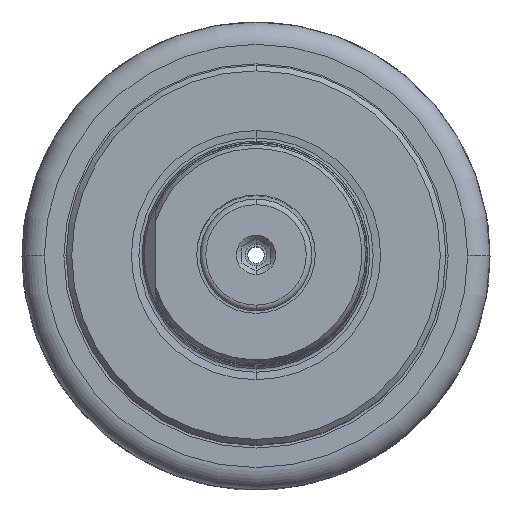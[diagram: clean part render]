
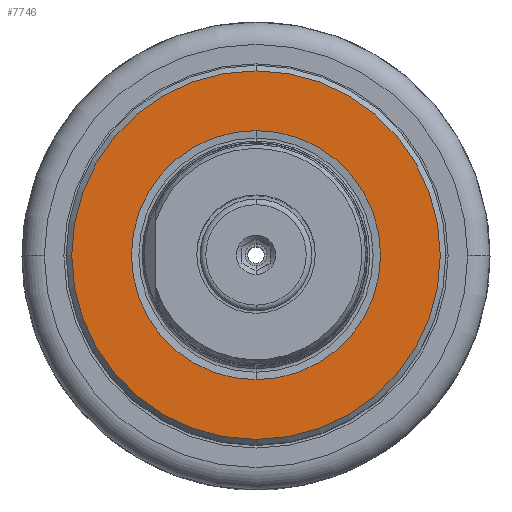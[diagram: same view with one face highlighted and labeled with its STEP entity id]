
A CAD part, top view. The second image highlights one B-rep face of the part: STEP entity #7746.
In plain terms, the highlighted planar face has unit normal (0, 0, 1).
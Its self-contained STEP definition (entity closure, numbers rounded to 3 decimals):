
#1820=CARTESIAN_POINT('',(0,0,-51));
#1821=DIRECTION('',(0,0,1));
#1822=DIRECTION('',(0,1,0));
#1823=AXIS2_PLACEMENT_3D('',#1820,#1821,#1822);
#1825=CARTESIAN_POINT('',(0,0,-51));
#1826=DIRECTION('',(0,0,1));
#1827=DIRECTION('',(0,-1,0));
#1828=AXIS2_PLACEMENT_3D('',#1825,#1826,#1827);
#1838=CARTESIAN_POINT('',(0,0,-51));
#1839=DIRECTION('',(0,0,1));
#1840=DIRECTION('',(0,1,0));
#1841=AXIS2_PLACEMENT_3D('',#1838,#1839,#1840);
#1843=CARTESIAN_POINT('',(0,0,-51));
#1844=DIRECTION('',(0,0,-1));
#1845=DIRECTION('',(0,1,0));
#1846=AXIS2_PLACEMENT_3D('',#1843,#1844,#1845);
#3741=CARTESIAN_POINT('',(0,11.153,-51));
#3743=VERTEX_POINT('',#3741);
#3757=CARTESIAN_POINT('',(0,-11.153,-51));
#3759=VERTEX_POINT('',#3757);
#3793=CARTESIAN_POINT('',(0,16.5,-51));
#3794=CARTESIAN_POINT('',(0,-16.5,-51));
#3795=VERTEX_POINT('',#3793);
#3796=VERTEX_POINT('',#3794);
#7730=CARTESIAN_POINT('',(0,0,-51));
#7731=DIRECTION('',(0,0,-1));
#7732=DIRECTION('',(0,-1,0));
#7733=AXIS2_PLACEMENT_3D('',#7730,#7731,#7732);
#7734=PLANE('',#7733);
#7736=ORIENTED_EDGE('',*,*,#7735,.F.);
#7737=ORIENTED_EDGE('',*,*,#7720,.F.);
#7738=EDGE_LOOP('',(#7736,#7737));
#7739=FACE_OUTER_BOUND('',#7738,.F.);
#7741=ORIENTED_EDGE('',*,*,#7740,.T.);
#7743=ORIENTED_EDGE('',*,*,#7742,.F.);
#7744=EDGE_LOOP('',(#7741,#7743));
#7745=FACE_BOUND('',#7744,.F.);
#7746=ADVANCED_FACE('',(#7739,#7745),#7734,.F.);
#1824=CIRCLE('',#1823,16.5);
#1829=CIRCLE('',#1828,16.5);
#1842=CIRCLE('',#1841,11.153);
#1847=CIRCLE('',#1846,11.153);
#7720=EDGE_CURVE('',#3796,#3795,#1829,.T.);
#7735=EDGE_CURVE('',#3795,#3796,#1824,.T.);
#7740=EDGE_CURVE('',#3743,#3759,#1842,.T.);
#7742=EDGE_CURVE('',#3743,#3759,#1847,.T.);
